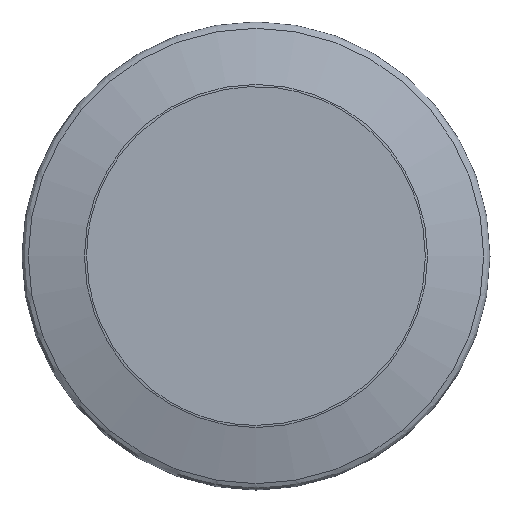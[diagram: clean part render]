
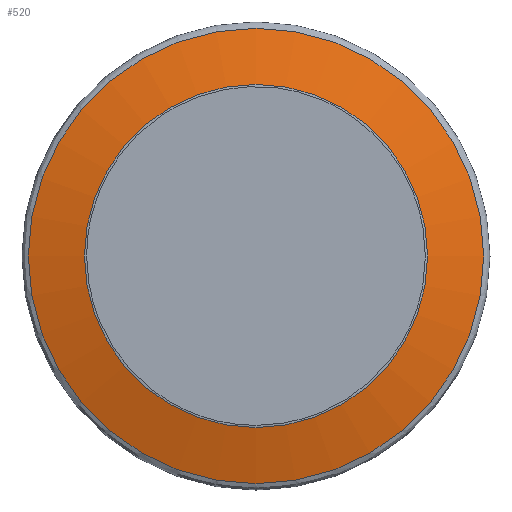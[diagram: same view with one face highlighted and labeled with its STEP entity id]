
A CAD part, left-side view. The second image highlights one B-rep face of the part: STEP entity #520.
In plain terms, the highlighted conical face has half-angle 75 degrees and reference radius 26.759 mm.
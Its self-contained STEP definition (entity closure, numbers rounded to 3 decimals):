
#44 = DIRECTION ( 'NONE',  ( 0., 1., 0. ) ) ;
#48 = DIRECTION ( 'NONE',  ( -1., 0., 0. ) ) ;
#56 = EDGE_LOOP ( 'NONE', ( #279 ) ) ;
#100 = EDGE_LOOP ( 'NONE', ( #416 ) ) ;
#111 = VERTEX_POINT ( 'NONE', #308 ) ;
#133 = AXIS2_PLACEMENT_3D ( 'NONE', #236, #633, #299 ) ;
#183 = AXIS2_PLACEMENT_3D ( 'NONE', #619, #673, #44 ) ;
#236 = CARTESIAN_POINT ( 'NONE',  ( 0.034, 0., 0. ) ) ;
#278 = EDGE_CURVE ( 'NONE', #321, #321, #727, .T. ) ;
#279 = ORIENTED_EDGE ( 'NONE', *, *, #676, .F. ) ;
#299 = DIRECTION ( 'NONE',  ( 0., 0., -1. ) ) ;
#308 = CARTESIAN_POINT ( 'NONE',  ( 0.034, 0., -20.163 ) ) ;
#321 = VERTEX_POINT ( 'NONE', #598 ) ;
#416 = ORIENTED_EDGE ( 'NONE', *, *, #278, .T. ) ;
#473 = FACE_BOUND ( 'NONE', #56, .T. ) ;
#520 = ADVANCED_FACE ( 'NONE', ( #473, #707 ), #569, .T. ) ;
#544 = AXIS2_PLACEMENT_3D ( 'NONE', #737, #48, #567 ) ;
#567 = DIRECTION ( 'NONE',  ( 0., 1., 0. ) ) ;
#569 = CONICAL_SURFACE ( 'NONE', #183, 26.759, 1.309 ) ;
#598 = CARTESIAN_POINT ( 'NONE',  ( 1.801, 26.759, 0. ) ) ;
#603 = CIRCLE ( 'NONE', #133, 20.163 ) ;
#619 = CARTESIAN_POINT ( 'NONE',  ( 1.801, 0., 0. ) ) ;
#633 = DIRECTION ( 'NONE',  ( -1., 0., 0. ) ) ;
#673 = DIRECTION ( 'NONE',  ( 1., 0., 0. ) ) ;
#676 = EDGE_CURVE ( 'NONE', #111, #111, #603, .T. ) ;
#707 = FACE_OUTER_BOUND ( 'NONE', #100, .T. ) ;
#727 = CIRCLE ( 'NONE', #544, 26.759 ) ;
#737 = CARTESIAN_POINT ( 'NONE',  ( 1.801, 0., 0. ) ) ;
